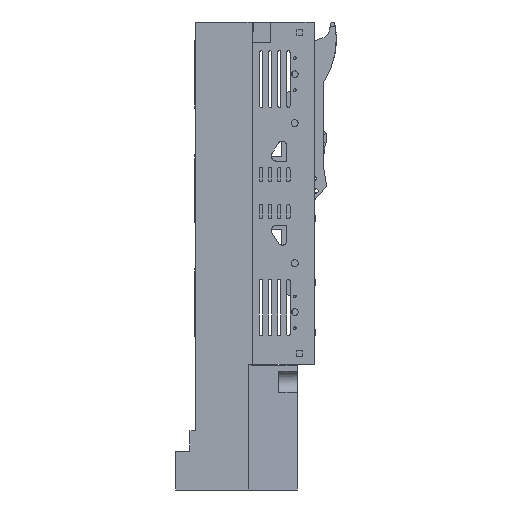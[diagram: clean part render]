
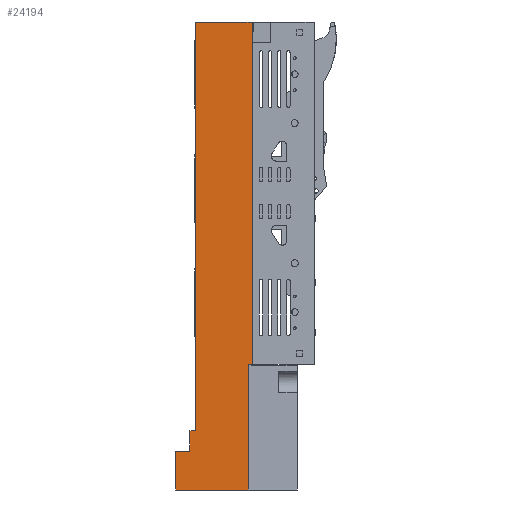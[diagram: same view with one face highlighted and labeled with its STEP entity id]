
A CAD part, left-side view. The second image highlights one B-rep face of the part: STEP entity #24194.
In plain terms, the highlighted planar face has unit normal (-1, 0, 0).
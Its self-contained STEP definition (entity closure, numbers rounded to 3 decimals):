
#24147=AXIS2_PLACEMENT_3D('Plane Axis2P3D',#24144,#24145,#24146) ;
#21052=CARTESIAN_POINT('Vertex',(-25.,-0.5,150.)) ;
#21055=CARTESIAN_POINT('Line Origine',(-25.,-25.45,150.)) ;
#21059=CARTESIAN_POINT('Vertex',(-25.,-50.4,150.)) ;
#23633=CARTESIAN_POINT('Line Origine',(-25.,-50.4,0.)) ;
#23637=CARTESIAN_POINT('Vertex',(-25.,-50.4,-150.)) ;
#23656=CARTESIAN_POINT('Line Origine',(-25.,-48.8,-150.)) ;
#23660=CARTESIAN_POINT('Vertex',(-25.,-47.2,-150.)) ;
#23676=CARTESIAN_POINT('Line Origine',(-25.,-47.2,-205.)) ;
#23680=CARTESIAN_POINT('Vertex',(-25.,-47.2,-260.)) ;
#24127=CARTESIAN_POINT('Vertex',(-25.,-0.5,-208.)) ;
#24130=CARTESIAN_POINT('Line Origine',(-25.,-0.5,-29.)) ;
#24144=CARTESIAN_POINT('Axis2P3D Location',(-25.,-19.5,0.)) ;
#24149=CARTESIAN_POINT('Line Origine',(-25.,16.5,-55.)) ;
#24153=CARTESIAN_POINT('Vertex',(-25.,16.5,-260.)) ;
#24155=CARTESIAN_POINT('Vertex',(-25.,16.5,-226.)) ;
#24158=CARTESIAN_POINT('Line Origine',(-25.,-16.95,-260.)) ;
#24163=CARTESIAN_POINT('Line Origine',(-25.,-16.95,-208.)) ;
#24167=CARTESIAN_POINT('Vertex',(-25.,4.,-208.)) ;
#24170=CARTESIAN_POINT('Line Origine',(-25.,4.,-55.)) ;
#24174=CARTESIAN_POINT('Vertex',(-25.,4.,-226.)) ;
#24177=CARTESIAN_POINT('Line Origine',(-25.,-16.95,-226.)) ;
#21056=DIRECTION('Vector Direction',(0.,-1.,0.)) ;
#23634=DIRECTION('Vector Direction',(0.,0.,1.)) ;
#23657=DIRECTION('Vector Direction',(0.,-1.,0.)) ;
#23677=DIRECTION('Vector Direction',(0.,0.,1.)) ;
#24131=DIRECTION('Vector Direction',(0.,0.,1.)) ;
#24145=DIRECTION('Axis2P3D Direction',(-1.,0.,0.)) ;
#24146=DIRECTION('Axis2P3D XDirection',(0.,0.,-1.)) ;
#24150=DIRECTION('Vector Direction',(0.,0.,-1.)) ;
#24159=DIRECTION('Vector Direction',(0.,-1.,0.)) ;
#24164=DIRECTION('Vector Direction',(0.,-1.,0.)) ;
#24171=DIRECTION('Vector Direction',(0.,0.,-1.)) ;
#24178=DIRECTION('Vector Direction',(0.,-1.,0.)) ;
#21057=VECTOR('Line Direction',#21056,1.) ;
#23635=VECTOR('Line Direction',#23634,1.) ;
#23658=VECTOR('Line Direction',#23657,1.) ;
#23678=VECTOR('Line Direction',#23677,1.) ;
#24132=VECTOR('Line Direction',#24131,1.) ;
#24151=VECTOR('Line Direction',#24150,1.) ;
#24160=VECTOR('Line Direction',#24159,1.) ;
#24165=VECTOR('Line Direction',#24164,1.) ;
#24172=VECTOR('Line Direction',#24171,1.) ;
#24179=VECTOR('Line Direction',#24178,1.) ;
#24183=ORIENTED_EDGE('',*,*,#24157,.F.) ;
#24184=ORIENTED_EDGE('',*,*,#24162,.F.) ;
#24185=ORIENTED_EDGE('',*,*,#23682,.T.) ;
#24186=ORIENTED_EDGE('',*,*,#23662,.T.) ;
#24187=ORIENTED_EDGE('',*,*,#23639,.T.) ;
#24188=ORIENTED_EDGE('',*,*,#21061,.F.) ;
#24189=ORIENTED_EDGE('',*,*,#24134,.F.) ;
#24190=ORIENTED_EDGE('',*,*,#24169,.F.) ;
#24191=ORIENTED_EDGE('',*,*,#24176,.F.) ;
#24192=ORIENTED_EDGE('',*,*,#24181,.F.) ;
#24194=ADVANCED_FACE('804115_02_L01_Leistenunterteil Gr.00 U-SL/100/KM00  Wandler',(#24193),#24148,.T.) ;
#21061=EDGE_CURVE('',#21053,#21060,#21058,.T.) ;
#23639=EDGE_CURVE('',#23638,#21060,#23636,.T.) ;
#23662=EDGE_CURVE('',#23661,#23638,#23659,.T.) ;
#23682=EDGE_CURVE('',#23681,#23661,#23679,.T.) ;
#24134=EDGE_CURVE('',#24128,#21053,#24133,.T.) ;
#24157=EDGE_CURVE('',#24154,#24156,#24152,.F.) ;
#24162=EDGE_CURVE('',#23681,#24154,#24161,.F.) ;
#24169=EDGE_CURVE('',#24168,#24128,#24166,.T.) ;
#24176=EDGE_CURVE('',#24175,#24168,#24173,.F.) ;
#24181=EDGE_CURVE('',#24156,#24175,#24180,.T.) ;
#24182=EDGE_LOOP('',(#24183,#24184,#24185,#24186,#24187,#24188,#24189,#24190,#24191,#24192)) ;
#24193=FACE_OUTER_BOUND('',#24182,.T.) ;
#21058=LINE('Line',#21055,#21057) ;
#23636=LINE('Line',#23633,#23635) ;
#23659=LINE('Line',#23656,#23658) ;
#23679=LINE('Line',#23676,#23678) ;
#24133=LINE('Line',#24130,#24132) ;
#24152=LINE('Line',#24149,#24151) ;
#24161=LINE('Line',#24158,#24160) ;
#24166=LINE('Line',#24163,#24165) ;
#24173=LINE('Line',#24170,#24172) ;
#24180=LINE('Line',#24177,#24179) ;
#24148=PLANE('Plane',#24147) ;
#21053=VERTEX_POINT('',#21052) ;
#21060=VERTEX_POINT('',#21059) ;
#23638=VERTEX_POINT('',#23637) ;
#23661=VERTEX_POINT('',#23660) ;
#23681=VERTEX_POINT('',#23680) ;
#24128=VERTEX_POINT('',#24127) ;
#24154=VERTEX_POINT('',#24153) ;
#24156=VERTEX_POINT('',#24155) ;
#24168=VERTEX_POINT('',#24167) ;
#24175=VERTEX_POINT('',#24174) ;
